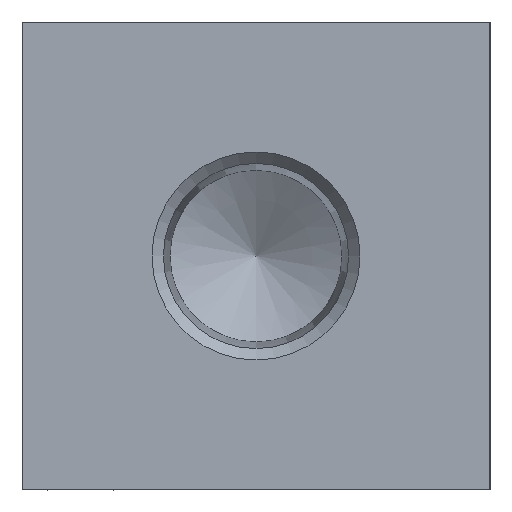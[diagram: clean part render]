
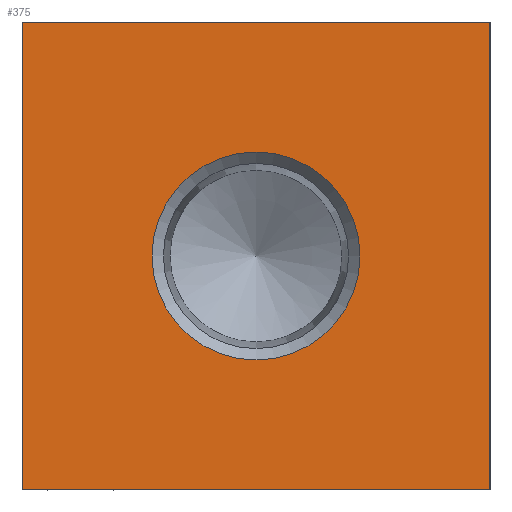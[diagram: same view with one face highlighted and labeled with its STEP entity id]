
A CAD part, left-side view. The second image highlights one B-rep face of the part: STEP entity #375.
In plain terms, the highlighted planar face has unit normal (-1, 0, 0).
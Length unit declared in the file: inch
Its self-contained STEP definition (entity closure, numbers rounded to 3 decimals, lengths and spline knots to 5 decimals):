
#375 = ADVANCED_FACE( '', ( #801, #802 ), #803, .F. );
#801 = FACE_BOUND( '', #1263, .T. );
#802 = FACE_OUTER_BOUND( '', #1264, .T. );
#803 = PLANE( '', #1265 );
#1263 = EDGE_LOOP( '', ( #2261 ) );
#1264 = EDGE_LOOP( '', ( #2262, #2263, #2264, #2265 ) );
#1265 = AXIS2_PLACEMENT_3D( '', #2266, #2267, #2268 );
#2261 = ORIENTED_EDGE( '', *, *, #3038, .T. );
#2262 = ORIENTED_EDGE( '', *, *, #3039, .F. );
#2263 = ORIENTED_EDGE( '', *, *, #2764, .F. );
#2264 = ORIENTED_EDGE( '', *, *, #2902, .F. );
#2265 = ORIENTED_EDGE( '', *, *, #2966, .F. );
#2266 = CARTESIAN_POINT( '', ( 0., 0., 0. ) );
#2267 = DIRECTION( '', ( 1., 0., 0. ) );
#2268 = DIRECTION( '', ( 0., 0., -1. ) );
#2764 = EDGE_CURVE( '', #3358, #3359, #3360, .T. );
#2902 = EDGE_CURVE( '', #3573, #3358, #3574, .T. );
#2966 = EDGE_CURVE( '', #3661, #3573, #3662, .T. );
#3038 = EDGE_CURVE( '', #3753, #3753, #3754, .T. );
#3039 = EDGE_CURVE( '', #3359, #3661, #3755, .T. );
#3358 = VERTEX_POINT( '', #4162 );
#3359 = VERTEX_POINT( '', #4163 );
#3360 = LINE( '', #4164, #4165 );
#3573 = VERTEX_POINT( '', #4452 );
#3574 = LINE( '', #4453, #4454 );
#3661 = VERTEX_POINT( '', #4574 );
#3662 = LINE( '', #4575, #4576 );
#3753 = VERTEX_POINT( '', #4701 );
#3754 = CIRCLE( '', #4702, 0.4444 );
#3755 = LINE( '', #4703, #4704 );
#4162 = CARTESIAN_POINT( '', ( 0., 0., 0. ) );
#4163 = CARTESIAN_POINT( '', ( 0., 2., 0. ) );
#4164 = CARTESIAN_POINT( '', ( 0., 0., 0. ) );
#4165 = VECTOR( '', #4949, 39.37008 );
#4452 = CARTESIAN_POINT( '', ( 0., 0., 2. ) );
#4453 = CARTESIAN_POINT( '', ( 0., 0., 2. ) );
#4454 = VECTOR( '', #5111, 39.37008 );
#4574 = CARTESIAN_POINT( '', ( 0., 2., 2. ) );
#4575 = CARTESIAN_POINT( '', ( 0., 2., 2. ) );
#4576 = VECTOR( '', #5190, 39.37008 );
#4701 = CARTESIAN_POINT( '', ( 0., 1., 0.5556 ) );
#4702 = AXIS2_PLACEMENT_3D( '', #5261, #5262, #5263 );
#4703 = CARTESIAN_POINT( '', ( 0., 2., 0. ) );
#4704 = VECTOR( '', #5264, 39.37008 );
#4949 = DIRECTION( '', ( 0., 1., 0. ) );
#5111 = DIRECTION( '', ( 0., 0., -1. ) );
#5190 = DIRECTION( '', ( 0., -1., 0. ) );
#5261 = CARTESIAN_POINT( '', ( 0., 1., 1. ) );
#5262 = DIRECTION( '', ( 1., 0., 0. ) );
#5263 = DIRECTION( '', ( 0., 0., -1. ) );
#5264 = DIRECTION( '', ( 0., 0., 1. ) );
